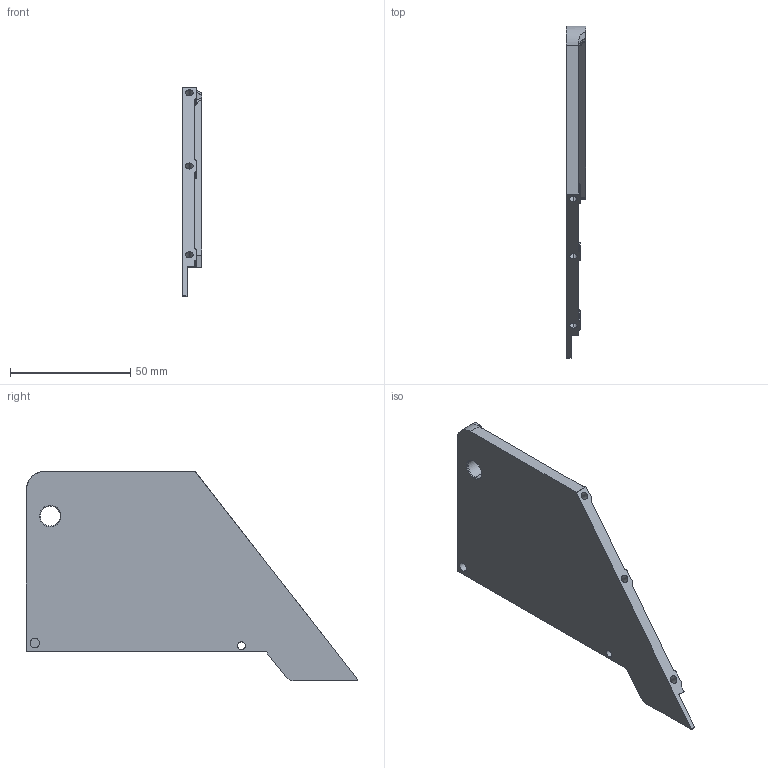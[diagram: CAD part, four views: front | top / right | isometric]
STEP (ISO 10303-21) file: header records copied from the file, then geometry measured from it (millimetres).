
FILE_DESCRIPTION (( 'STEP AP214' ), '1' );
FILE_NAME ('CFV5_Scale_Frame_RH.STEP', '2025-01-11T16:59:15', ( '' ), ( '' ), 'SwSTEP 2.0', 'SolidWorks 2025', '' );
FILE_SCHEMA (( 'AUTOMOTIVE_DESIGN' ));
Length unit declared in the file: millimetre
Products named in the file (1): CFV5_Scale_Frame_RH
Bounding box: 8 x 137.9 x 87 mm (x, y, z)
Volume: 21781.7 mm3; surface area: 20794.8 mm2
Topology: 1 solids, 1 shells, 162 faces, 392 edges, 227 vertices
Faces by surface type: cylinder 77, plane 38, sphere 21, torus 16, bspline 8, cone 2
Entity records: 5030 total; most frequent: CARTESIAN_POINT 1300, DIRECTION 820, ORIENTED_EDGE 762, EDGE_CURVE 381, AXIS2_PLACEMENT_3D 328, VERTEX_POINT 226, CIRCLE 173, EDGE_LOOP 171
